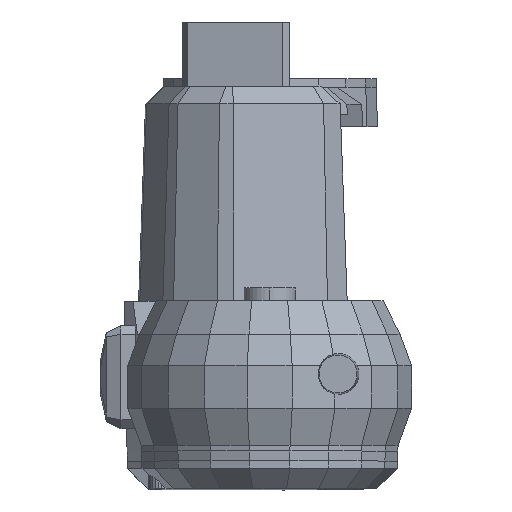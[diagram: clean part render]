
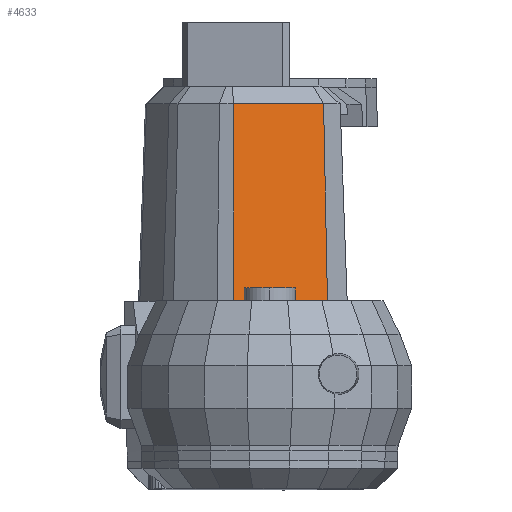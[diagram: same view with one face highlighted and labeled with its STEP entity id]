
A CAD part, top view. The second image highlights one B-rep face of the part: STEP entity #4633.
In plain terms, the highlighted planar face has unit normal (0.259, 0.035, 0.965).
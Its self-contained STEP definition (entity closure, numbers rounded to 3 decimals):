
#430 = VERTEX_POINT ( 'NONE', #479 ) ;
#464 = ORIENTED_EDGE ( 'NONE', *, *, #10213, .F. ) ;
#479 = CARTESIAN_POINT ( 'NONE',  ( 48.754, 50.006, 556.682 ) ) ;
#645 = CARTESIAN_POINT ( 'NONE',  ( 103.806, -65.5, 546.107 ) ) ;
#661 = CARTESIAN_POINT ( 'NONE',  ( 103.806, -65.5, 546.107 ) ) ;
#784 = DIRECTION ( 'NONE',  ( -0.966, 0., 0.259 ) ) ;
#901 = DIRECTION ( 'NONE',  ( -0.002, 0.999, -0.036 ) ) ;
#1251 = LINE ( 'NONE', #9380, #3275 ) ;
#1313 = DIRECTION ( 'NONE',  ( 0.966, 0., -0.259 ) ) ;
#1361 = VERTEX_POINT ( 'NONE', #661 ) ;
#1511 = DIRECTION ( 'NONE',  ( -0.966, 0., 0.259 ) ) ;
#2855 = CARTESIAN_POINT ( 'NONE',  ( 101.534, 50.006, 542.54 ) ) ;
#3275 = VECTOR ( 'NONE', #901, 1000. ) ;
#3332 = CARTESIAN_POINT ( 'NONE',  ( 103.806, -65.5, 546.107 ) ) ;
#3339 = ORIENTED_EDGE ( 'NONE', *, *, #9548, .F. ) ;
#3590 = LINE ( 'NONE', #3332, #5565 ) ;
#4003 = LINE ( 'NONE', #10981, #8266 ) ;
#4182 = DIRECTION ( 'NONE',  ( -0.02, 0.999, -0.031 ) ) ;
#4580 = VERTEX_POINT ( 'NONE', #9708 ) ;
#4633 = ADVANCED_FACE ( 'NONE', ( #6545 ), #7205, .T. ) ;
#4862 = ORIENTED_EDGE ( 'NONE', *, *, #7874, .T. ) ;
#5565 = VECTOR ( 'NONE', #4182, 1000. ) ;
#5842 = EDGE_CURVE ( 'NONE', #7585, #430, #4003, .T. ) ;
#5882 = ORIENTED_EDGE ( 'NONE', *, *, #5842, .T. ) ;
#6089 = VECTOR ( 'NONE', #1511, 1000. ) ;
#6426 = DIRECTION ( 'NONE',  ( 0.259, 0.035, 0.965 ) ) ;
#6545 = FACE_OUTER_BOUND ( 'NONE', #10352, .T. ) ;
#7205 = PLANE ( 'NONE',  #8691 ) ;
#7585 = VERTEX_POINT ( 'NONE', #2855 ) ;
#7874 = EDGE_CURVE ( 'NONE', #1361, #7585, #3590, .T. ) ;
#8084 = LINE ( 'NONE', #645, #6089 ) ;
#8266 = VECTOR ( 'NONE', #784, 1000. ) ;
#8691 = AXIS2_PLACEMENT_3D ( 'NONE', #8955, #6426, #1313 ) ;
#8955 = CARTESIAN_POINT ( 'NONE',  ( 101.337, 60., 542.231 ) ) ;
#9380 = CARTESIAN_POINT ( 'NONE',  ( 48.934, -65.5, 560.81 ) ) ;
#9548 = EDGE_CURVE ( 'NONE', #4580, #430, #1251, .T. ) ;
#9708 = CARTESIAN_POINT ( 'NONE',  ( 48.934, -65.5, 560.81 ) ) ;
#10213 = EDGE_CURVE ( 'NONE', #1361, #4580, #8084, .T. ) ;
#10352 = EDGE_LOOP ( 'NONE', ( #464, #4862, #5882, #3339 ) ) ;
#10981 = CARTESIAN_POINT ( 'NONE',  ( 101.427, 50.006, 542.568 ) ) ;
